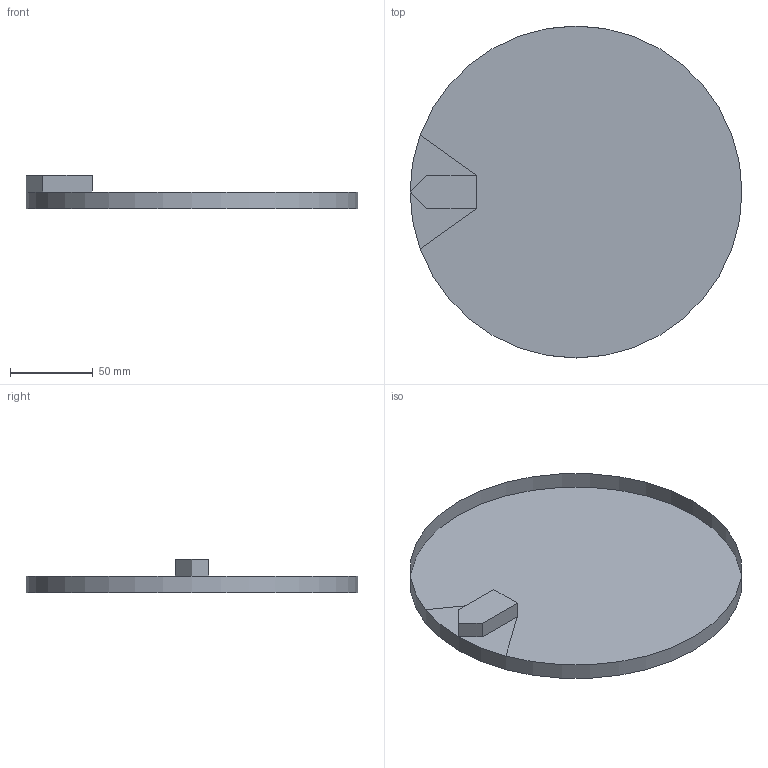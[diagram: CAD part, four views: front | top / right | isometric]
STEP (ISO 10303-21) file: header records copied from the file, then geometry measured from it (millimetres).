
FILE_DESCRIPTION(/* description */ (''),/* implementation_level */ '2;1');
FILE_NAME(/* name */ 'DIrection.step',/* time_stamp */ '2024-11-17T17:37:51+07:00',/* author */ (''),/* organization */ (''),/* preprocessor_version */ 'ST-DEVELOPER v20',/* originating_system */ 'Autodesk Translation Framework v13.20.0.188',/* authorisation */ '');
FILE_SCHEMA (('AUTOMOTIVE_DESIGN { 1 0 10303 214 3 1 1 }'));
Length unit declared in the file: millimetre
Products named in the file (1): DIrection
Bounding box: 200 x 200 x 20 mm (x, y, z)
Volume: 307159.3 mm3; surface area: 7366 mm2
Topology: 1 solids, 1 shells, 9 faces, 22 edges, 13 vertices
Faces by surface type: plane 8, cylinder 1
Full cylindrical faces by diameter (mm): 200 x1
Entity records: 263 total; most frequent: DIRECTION 40, CARTESIAN_POINT 39, ORIENTED_EDGE 36, EDGE_CURVE 18, LINE 16, VECTOR 16, AXIS2_PLACEMENT_3D 12, VERTEX_POINT 11
